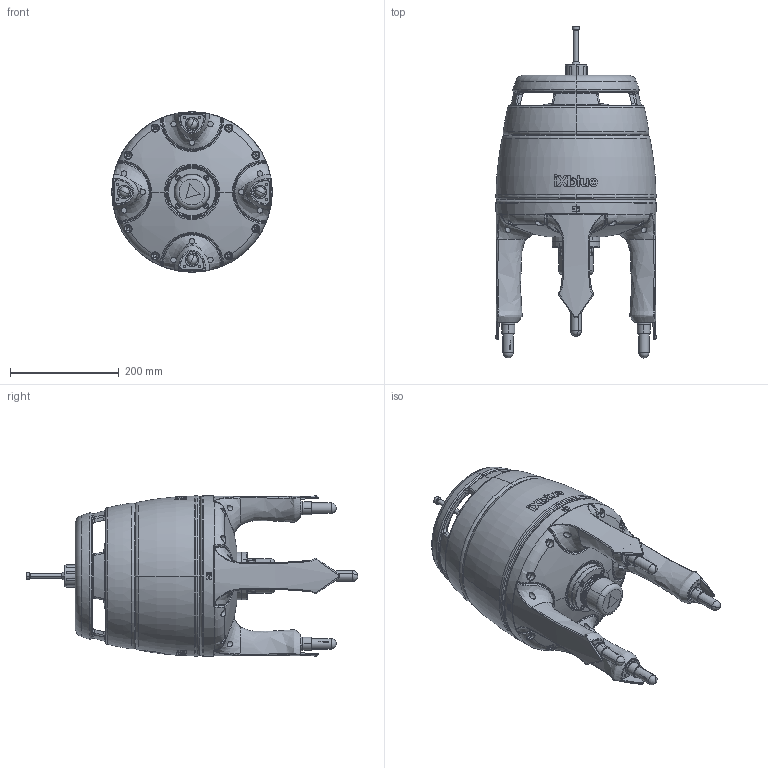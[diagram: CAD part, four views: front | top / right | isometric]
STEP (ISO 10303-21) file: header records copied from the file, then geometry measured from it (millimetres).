
FILE_DESCRIPTION (( 'STEP AP214' ), '1' );
FILE_NAME ('Antenne Gaps M5 (0153193-A.00).STEP', '2020-06-05T20:12:13', ( '' ), ( '' ), 'SwSTEP 2.0', 'SolidWorks 2018', '' );
FILE_SCHEMA (( 'AUTOMOTIVE_DESIGN' ));
Length unit declared in the file: millimetre
Products named in the file (1): Antenne Gaps M5 (0153193-A.00)
Bounding box: 296.29 x 611.71 x 296.29 mm (x, y, z)
Surface area: 797365 mm2 (no closed solid volume)
Topology: 0 solids, 985 shells, 2517 faces, 10060 edges, 8396 vertices
Faces by surface type: plane 1338, cylinder 695, bspline 234, torus 141, cone 73, sphere 36
Entity records: 244334 total; most frequent: CARTESIAN_POINT 137521, DIRECTION 15905, ORIENTED_EDGE 12730, EDGE_CURVE 10029, VERTEX_POINT 8386, LINE 5967, VECTOR 5967, AXIS2_PLACEMENT_3D 4969
